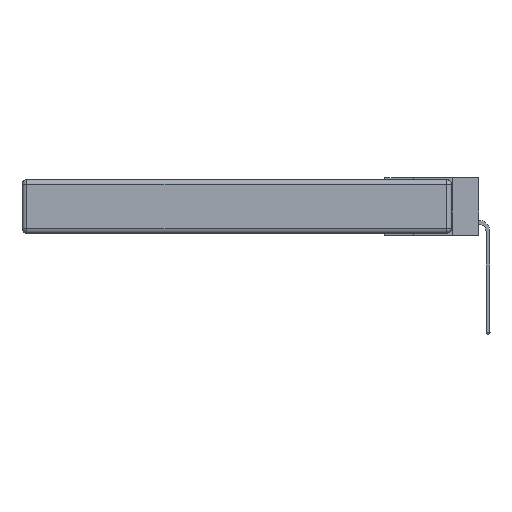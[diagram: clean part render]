
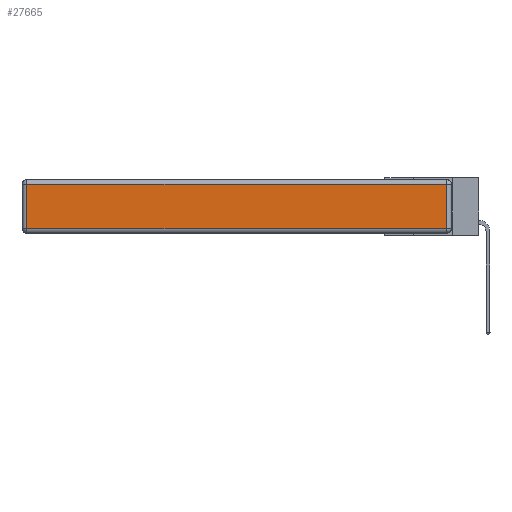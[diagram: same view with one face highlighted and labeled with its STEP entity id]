
A CAD part, left-side view. The second image highlights one B-rep face of the part: STEP entity #27665.
In plain terms, the highlighted planar face has unit normal (-1, 0, 0).
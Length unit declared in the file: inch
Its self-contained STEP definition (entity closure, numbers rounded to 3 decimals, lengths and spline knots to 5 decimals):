
#1489 = EDGE_CURVE ( 'NONE', #10765, #25277, #25634, .T. ) ;
#3033 = EDGE_CURVE ( 'NONE', #25277, #18982, #7100, .T. ) ;
#4973 = EDGE_LOOP ( 'NONE', ( #20051, #27423, #14208, #13455 ) ) ;
#5733 = CARTESIAN_POINT ( 'NONE',  ( 0., 0., -0.313 ) ) ;
#5779 = CARTESIAN_POINT ( 'NONE',  ( 0., 2.72, -0.343 ) ) ;
#7100 = LINE ( 'NONE', #15744, #26586 ) ;
#7205 = PLANE ( 'NONE',  #27783 ) ;
#7400 = CARTESIAN_POINT ( 'NONE',  ( 0., 0., -0.343 ) ) ;
#8153 = VECTOR ( 'NONE', #23788, 39.37008 ) ;
#8711 = DIRECTION ( 'NONE',  ( 0., 0., 1. ) ) ;
#10456 = FACE_OUTER_BOUND ( 'NONE', #4973, .T. ) ;
#10765 = VERTEX_POINT ( 'NONE', #21246 ) ;
#11958 = DIRECTION ( 'NONE',  ( 0., 0., 1. ) ) ;
#13455 = ORIENTED_EDGE ( 'NONE', *, *, #23579, .T. ) ;
#14208 = ORIENTED_EDGE ( 'NONE', *, *, #27289, .T. ) ;
#14580 = CARTESIAN_POINT ( 'NONE',  ( 0., 2.75, -0.03 ) ) ;
#15744 = CARTESIAN_POINT ( 'NONE',  ( 0., 0.03, -0.343 ) ) ;
#15774 = VERTEX_POINT ( 'NONE', #21055 ) ;
#16849 = DIRECTION ( 'NONE',  ( 0., -1., 0. ) ) ;
#17048 = DIRECTION ( 'NONE',  ( 0., 1., 0. ) ) ;
#17587 = LINE ( 'NONE', #14580, #19700 ) ;
#18982 = VERTEX_POINT ( 'NONE', #21733 ) ;
#19700 = VECTOR ( 'NONE', #17048, 39.37008 ) ;
#20051 = ORIENTED_EDGE ( 'NONE', *, *, #1489, .T. ) ;
#21055 = CARTESIAN_POINT ( 'NONE',  ( 0., 2.72, -0.03 ) ) ;
#21246 = CARTESIAN_POINT ( 'NONE',  ( 0., 2.72, -0.313 ) ) ;
#21607 = LINE ( 'NONE', #5779, #8153 ) ;
#21733 = CARTESIAN_POINT ( 'NONE',  ( 0., 0.03, -0.03 ) ) ;
#23579 = EDGE_CURVE ( 'NONE', #15774, #10765, #21607, .T. ) ;
#23788 = DIRECTION ( 'NONE',  ( 0., 0., -1. ) ) ;
#24545 = VECTOR ( 'NONE', #16849, 39.37008 ) ;
#25277 = VERTEX_POINT ( 'NONE', #26489 ) ;
#25521 = DIRECTION ( 'NONE',  ( -1., 0., 0. ) ) ;
#25634 = LINE ( 'NONE', #5733, #24545 ) ;
#26489 = CARTESIAN_POINT ( 'NONE',  ( 0., 0.03, -0.313 ) ) ;
#26586 = VECTOR ( 'NONE', #8711, 39.37008 ) ;
#27289 = EDGE_CURVE ( 'NONE', #18982, #15774, #17587, .T. ) ;
#27423 = ORIENTED_EDGE ( 'NONE', *, *, #3033, .T. ) ;
#27665 = ADVANCED_FACE ( 'NONE', ( #10456 ), #7205, .T. ) ;
#27783 = AXIS2_PLACEMENT_3D ( 'NONE', #7400, #25521, #11958 ) ;
